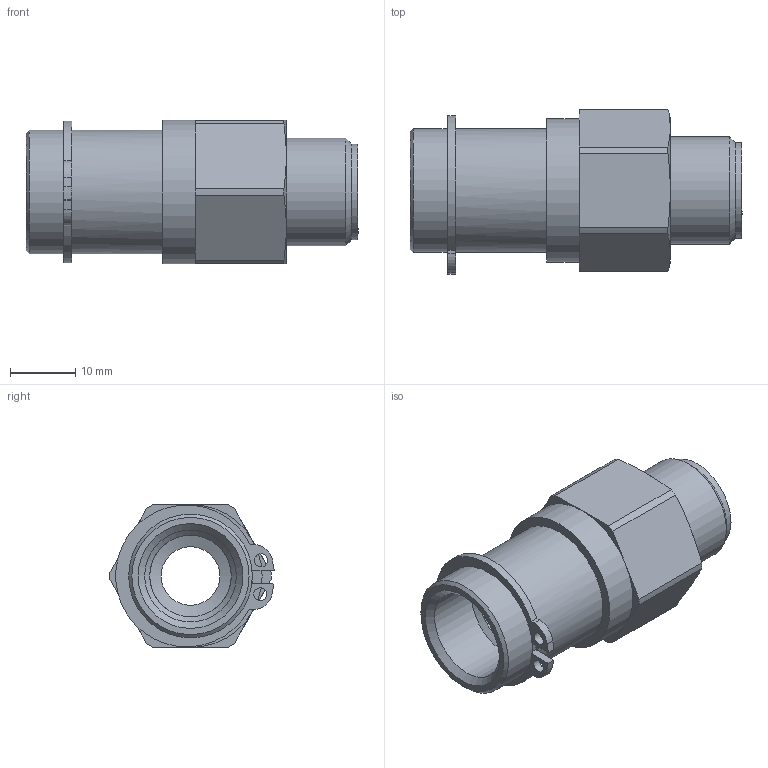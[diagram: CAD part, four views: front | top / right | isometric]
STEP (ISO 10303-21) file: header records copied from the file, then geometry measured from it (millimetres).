
FILE_DESCRIPTION(/* description */ (''),/* implementation_level */ '2;1');
FILE_NAME(/* name */ 'MKMF 38 A.stp',/* time_stamp */ '2023-04-25T10:07:55+02:00',/* author */ ('meier'),/* organization */ (''),/* preprocessor_version */ 'ST-DEVELOPER v18.1',/* originating_system */ 'Autodesk Inventor 2022',/* authorisation */ '0 mm^3');
FILE_SCHEMA (('AUTOMOTIVE_DESIGN { 1 0 10303 214 3 1 1 }'));
Length unit declared in the file: millimetre
Products named in the file (1): LUE_00035611
Bounding box: 51 x 25.26 x 22 mm (x, y, z)
Volume: 10075.5 mm3; surface area: 6001.9 mm2
Topology: 1 solids, 1 shells, 60 faces, 142 edges, 88 vertices
Faces by surface type: plane 27, cylinder 21, cone 12
Full cylindrical faces by diameter (mm): 2 x2, 9 x1, 12.5 x1, 12.55 x1, 14.1 x1, 14.7 x1, 16.5 x1, 18 x1, 19 x2, 22 x1
Entity records: 1839 total; most frequent: DIRECTION 316, CARTESIAN_POINT 315, ORIENTED_EDGE 284, EDGE_CURVE 142, AXIS2_PLACEMENT_3D 125, VERTEX_POINT 88, EDGE_LOOP 70, LINE 66
